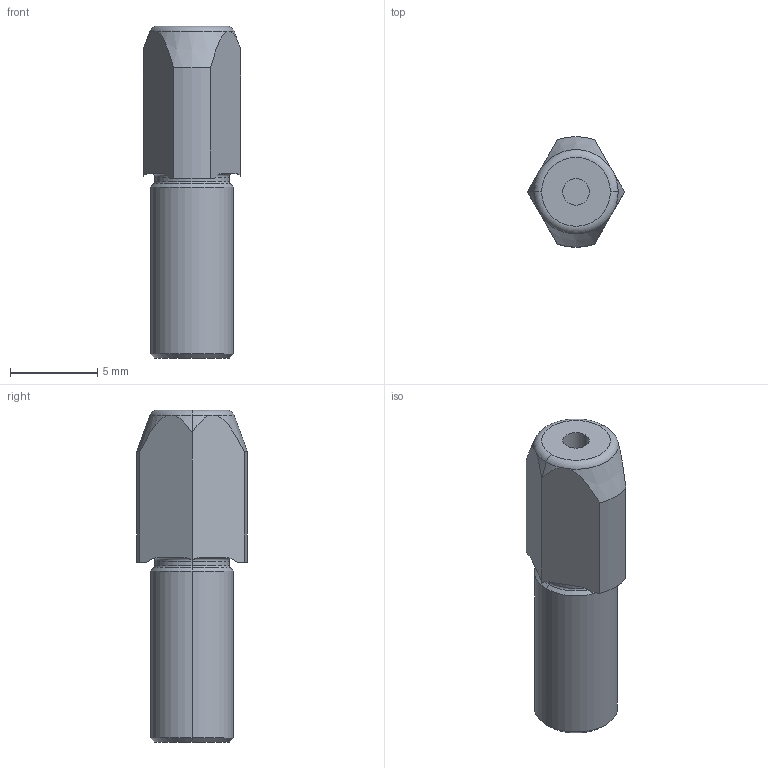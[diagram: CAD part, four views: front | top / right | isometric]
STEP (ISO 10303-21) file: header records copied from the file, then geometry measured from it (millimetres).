
FILE_DESCRIPTION (( 'STEP AP203' ), '1' );
FILE_NAME ('8472A19_Locating Pin.STEP', '2021-07-11T06:57:20', ( 'Administrator' ), ( 'Managed by Terraform' ), 'SwSTEP 2.0', 'SolidWorks 2017', '' );
FILE_SCHEMA (( 'CONFIG_CONTROL_DESIGN' ));
Length unit declared in the file: inch
Products named in the file (1): 8472A19_Locating Pin
Bounding box: 5.57 x 6.35 x 19.05 mm (x, y, z)
Volume: 370.1 mm3; surface area: 376.1 mm2
Topology: 1 solids, 1 shells, 46 faces, 109 edges, 68 vertices
Faces by surface type: cone 14, torus 11, plane 11, cylinder 10
Entity records: 1501 total; most frequent: CARTESIAN_POINT 368, DIRECTION 228, ORIENTED_EDGE 218, EDGE_CURVE 109, AXIS2_PLACEMENT_3D 100, VERTEX_POINT 68, CIRCLE 53, EDGE_LOOP 49
